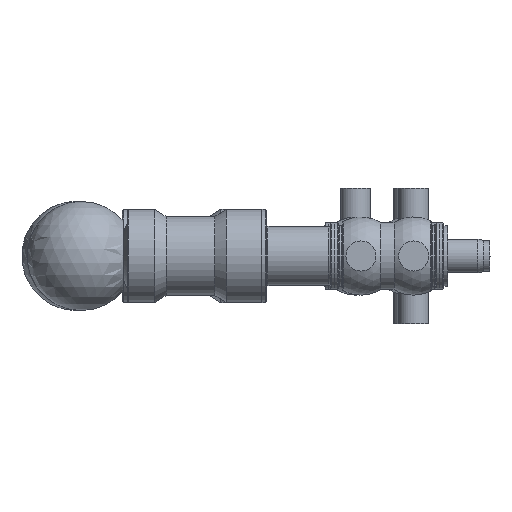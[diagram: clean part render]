
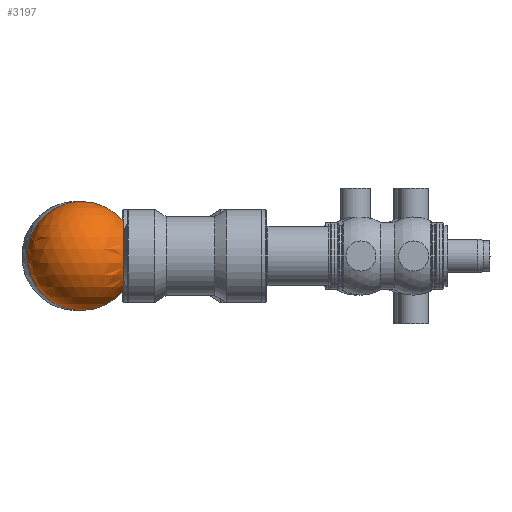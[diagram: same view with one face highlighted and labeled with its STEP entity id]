
A CAD part, left-side view. The second image highlights one B-rep face of the part: STEP entity #3197.
In plain terms, the highlighted spherical face has radius 72.5 mm.
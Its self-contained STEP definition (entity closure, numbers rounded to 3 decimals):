
#231=SPHERICAL_SURFACE('',#3766,72.5);
#629=FACE_BOUND('',#1521,.T.);
#1521=EDGE_LOOP('',(#2841));
#1786=CIRCLE('',#3767,46.648);
#2050=VERTEX_POINT('',#5851);
#2314=EDGE_CURVE('',#2050,#2050,#1786,.T.);
#2841=ORIENTED_EDGE('',*,*,#2314,.F.);
#3197=ADVANCED_FACE('',(#629),#231,.T.);
#3766=AXIS2_PLACEMENT_3D('',#5850,#4926,#4927);
#3767=AXIS2_PLACEMENT_3D('',#5852,#4928,#4929);
#4926=DIRECTION('center_axis',(0.,0.,1.));
#4927=DIRECTION('ref_axis',(1.,0.,0.));
#4928=DIRECTION('center_axis',(0.,-1.,0.));
#4929=DIRECTION('ref_axis',(1.,0.,0.));
#5850=CARTESIAN_POINT('Origin',(150.,266.5,0.));
#5851=CARTESIAN_POINT('',(196.648,211.,0.));
#5852=CARTESIAN_POINT('Origin',(150.,211.,0.));
